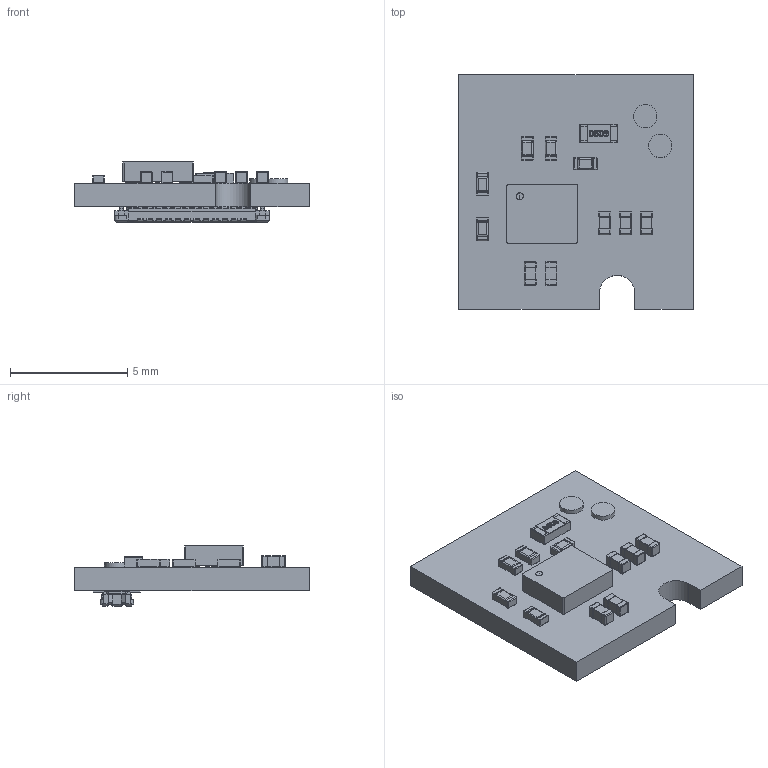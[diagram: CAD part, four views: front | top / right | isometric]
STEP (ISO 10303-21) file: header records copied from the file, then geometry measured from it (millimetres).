
FILE_DESCRIPTION(/* description */ ('PCB Design'),/* implementation_level */ '2;1');
FILE_NAME(/* name */ 'RAK12034_VA_2021_1117_2_3D',/* time_stamp */ '2022-05-08T23:01:27+08:00',/* author */ (''),/* organization */ (''),/* preprocessor_version */ 'ST-DEVELOPER v16',/* originating_system */ 'allegro_17.4S012',/* authorisation */ '');
FILE_SCHEMA (('AUTOMOTIVE_DESIGN { 1 0 10303 214 3 1 1 }'));
Length unit declared in the file: millimetre
Products named in the file (15): RAK12034_VA_2021_1117_2_3D; BOARD_OUTLINE; COMPONENTS; LGA-14-3X2_5_1; SR0603; SR0402; SC0402; BTB24_2X12_4MM_M; TEST_POINT; User Library-LGA-14L; User Library-Rchip; RES-SM-CHIP; CAP-SM-MLCC-0402[1005]; axe624124; TEST-POINT-SM
Assembly tree (23 placements, depth 4):
  RAK12034_VA_2021_1117_2_3D
    BOARD_OUTLINE
    COMPONENTS
      LGA-14-3X2_5_1
        User Library-LGA-14L
      SR0603
        User Library-Rchip
      SR0402  x5
        RES-SM-CHIP
      SC0402  x5
        CAP-SM-MLCC-0402[1005]
      BTB24_2X12_4MM_M
        axe624124
      TEST_POINT  x2
        TEST-POINT-SM
Bounding box: 10 x 10 x 2.56 mm (x, y, z)
Volume: 12 mm3; surface area: 335.2 mm2
Topology: 18 solids, 19 shells, 1385 faces, 3450 edges, 2078 vertices
Faces by surface type: plane 755, cylinder 391, torus 124, bspline 111, cone 4
Full cylindrical faces by diameter (mm): 1 x2
Entity records: 34404 total; most frequent: CARTESIAN_POINT 11854, ORIENTED_EDGE 4394, DIRECTION 3948, EDGE_CURVE 2198, VECTOR 1694, LINE 1694, VERTEX_POINT 1406, AXIS2_PLACEMENT_3D 1159
